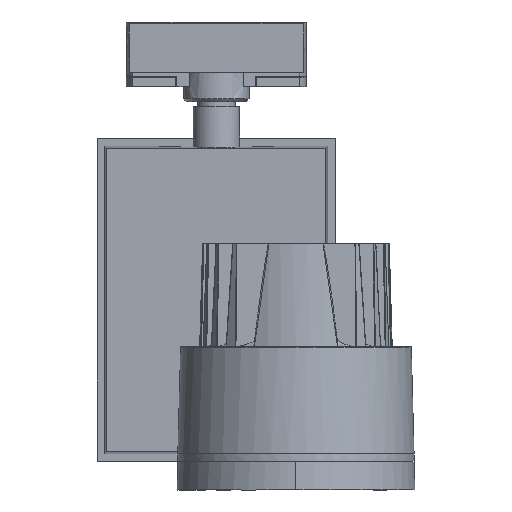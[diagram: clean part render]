
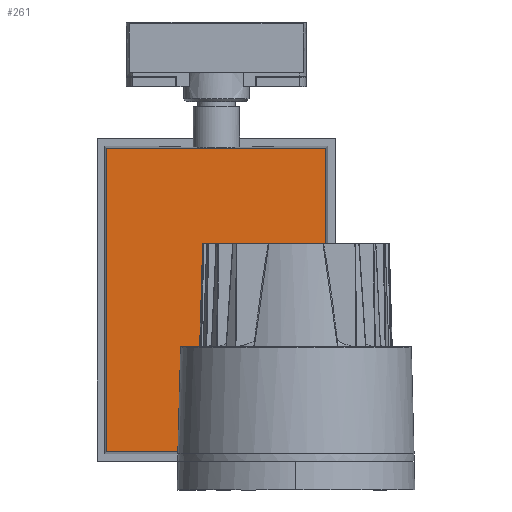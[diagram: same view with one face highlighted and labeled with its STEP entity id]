
A CAD part, left-side view. The second image highlights one B-rep face of the part: STEP entity #261.
In plain terms, the highlighted planar face has unit normal (-1, 0, 0).
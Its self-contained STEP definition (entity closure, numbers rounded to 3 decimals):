
#29=FACE_BOUND('',#757,.T.);
#261=ADVANCED_FACE('',(#505,#29),#4125,.T.);
#505=FACE_OUTER_BOUND('',#756,.T.);
#756=EDGE_LOOP('',(#1972,#1973,#1974,#1975));
#757=EDGE_LOOP('',(#1976,#1977));
#1972=ORIENTED_EDGE('',*,*,#2713,.T.);
#1973=ORIENTED_EDGE('',*,*,#2716,.T.);
#1974=ORIENTED_EDGE('',*,*,#2706,.T.);
#1975=ORIENTED_EDGE('',*,*,#2717,.F.);
#1976=ORIENTED_EDGE('',*,*,#2734,.F.);
#1977=ORIENTED_EDGE('',*,*,#2727,.F.);
#2706=EDGE_CURVE('',#3865,#3862,#3409,.T.);
#2713=EDGE_CURVE('',#3867,#3869,#3415,.T.);
#2716=EDGE_CURVE('',#3869,#3865,#3418,.T.);
#2717=EDGE_CURVE('',#3867,#3862,#3419,.T.);
#2727=EDGE_CURVE('',#3854,#3877,#3010,.T.);
#2734=EDGE_CURVE('',#3877,#3854,#3016,.T.);
#3010=(
BOUNDED_CURVE()
B_SPLINE_CURVE(2,(#12651,#12652,#12653,#12654,#12655),.UNSPECIFIED.,.F.,
 .F.)
B_SPLINE_CURVE_WITH_KNOTS((3,2,3),(32.987,49.48,65.973),
 .UNSPECIFIED.)
CURVE()
GEOMETRIC_REPRESENTATION_ITEM()
RATIONAL_B_SPLINE_CURVE((1.,0.707,1.,0.707,1.))
REPRESENTATION_ITEM('')
);
#3016=(
BOUNDED_CURVE()
B_SPLINE_CURVE(2,(#12734,#12735,#12736,#12737,#12738),.UNSPECIFIED.,.F.,
 .F.)
B_SPLINE_CURVE_WITH_KNOTS((3,2,3),(65.973,82.467,98.96),
 .UNSPECIFIED.)
CURVE()
GEOMETRIC_REPRESENTATION_ITEM()
RATIONAL_B_SPLINE_CURVE((1.,0.707,1.,0.707,1.))
REPRESENTATION_ITEM('')
);
#3409=B_SPLINE_CURVE_WITH_KNOTS('',1,(#12587,#12588),.UNSPECIFIED.,.F.,
 .F.,(2,2),(-116.931,0.),.UNSPECIFIED.);
#3415=B_SPLINE_CURVE_WITH_KNOTS('',1,(#12604,#12605),.UNSPECIFIED.,.F.,
 .F.,(2,2),(-116.931,0.),.UNSPECIFIED.);
#3418=B_SPLINE_CURVE_WITH_KNOTS('',1,(#12610,#12611),.UNSPECIFIED.,.F.,
 .F.,(2,2),(-161.931,0.),.UNSPECIFIED.);
#3419=B_SPLINE_CURVE_WITH_KNOTS('',1,(#12612,#12613),.UNSPECIFIED.,.F.,
 .F.,(2,2),(0.,161.931),.UNSPECIFIED.);
#3854=VERTEX_POINT('',#12513);
#3862=VERTEX_POINT('',#12521);
#3865=VERTEX_POINT('',#12524);
#3867=VERTEX_POINT('',#12526);
#3869=VERTEX_POINT('',#12528);
#3877=VERTEX_POINT('',#12536);
#4125=PLANE('',#4332);
#4332=AXIS2_PLACEMENT_3D('',#12456,#4455,$);
#4455=DIRECTION('',(-1.,0.,0.));
#12456=CARTESIAN_POINT('',(13.,-27.671,141.171));
#12513=CARTESIAN_POINT('',(13.,0.,10.5));
#12521=CARTESIAN_POINT('',(13.,100.966,124.966));
#12524=CARTESIAN_POINT('',(13.,-15.966,124.966));
#12526=CARTESIAN_POINT('',(13.,100.966,-36.966));
#12528=CARTESIAN_POINT('',(13.,-15.966,-36.966));
#12536=CARTESIAN_POINT('',(13.,0.,-10.5));
#12587=CARTESIAN_POINT('',(13.,-15.966,124.966));
#12588=CARTESIAN_POINT('',(13.,100.966,124.966));
#12604=CARTESIAN_POINT('',(13.,100.966,-36.966));
#12605=CARTESIAN_POINT('',(13.,-15.966,-36.966));
#12610=CARTESIAN_POINT('',(13.,-15.966,-36.966));
#12611=CARTESIAN_POINT('',(13.,-15.966,124.966));
#12612=CARTESIAN_POINT('',(13.,100.966,-36.966));
#12613=CARTESIAN_POINT('',(13.,100.966,124.966));
#12651=CARTESIAN_POINT('',(13.,0.,10.5));
#12652=CARTESIAN_POINT('',(13.,10.5,10.5));
#12653=CARTESIAN_POINT('',(13.,10.5,0.));
#12654=CARTESIAN_POINT('',(13.,10.5,-10.5));
#12655=CARTESIAN_POINT('',(13.,0.,-10.5));
#12734=CARTESIAN_POINT('',(13.,0.,-10.5));
#12735=CARTESIAN_POINT('',(13.,-10.5,-10.5));
#12736=CARTESIAN_POINT('',(13.,-10.5,0.));
#12737=CARTESIAN_POINT('',(13.,-10.5,10.5));
#12738=CARTESIAN_POINT('',(13.,0.,10.5));
